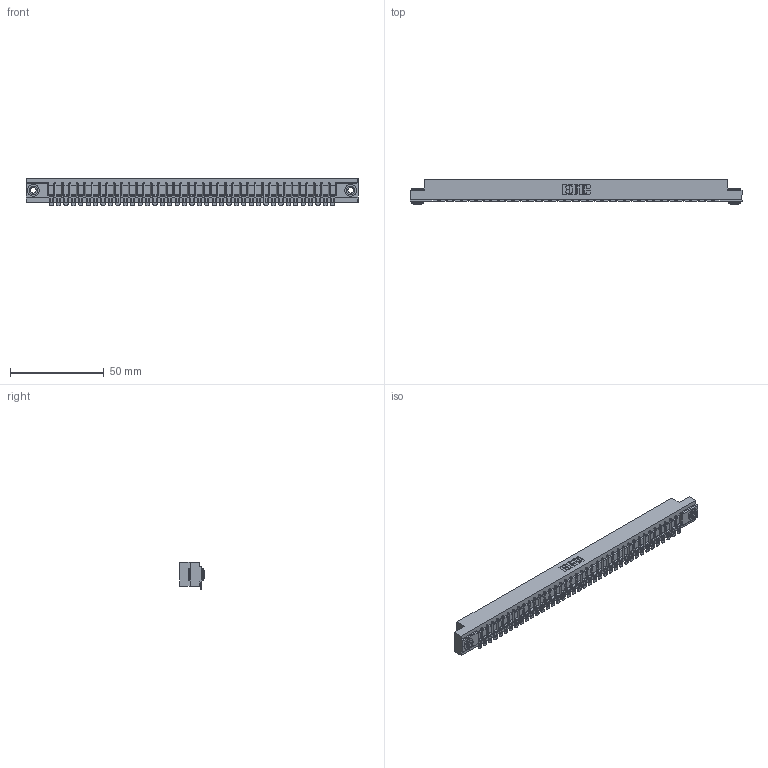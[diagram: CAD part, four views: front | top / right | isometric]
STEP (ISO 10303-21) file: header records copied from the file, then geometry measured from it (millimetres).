
FILE_DESCRIPTION (( 'STEP AP203' ), '1' );
FILE_NAME ('307-039-454-103.STEP', '2020-09-29T08:43:38', ( '' ), ( '' ), 'SwSTEP 2.0', 'SolidWorks 2020', '' );
FILE_SCHEMA (( 'CONFIG_CONTROL_DESIGN' ));
Length unit declared in the file: inch
Products named in the file (4): 307-290-002_554; 345-250-002_345-250-002-102; 307 Part_.156 Dia Mounting Holes; 307-039-454-103
Assembly tree (42 placements, depth 2):
  307-039-454-103
    307 Part_.156 Dia Mounting Holes
    307-290-002_554  x39
    345-250-002_345-250-002-102  x2
Bounding box: 177.55 x 13.36 x 14.52 mm (x, y, z)
Volume: 18992.6 mm3; surface area: 24214.3 mm2
Topology: 42 solids, 42 shells, 3369 faces, 10302 edges, 6756 vertices
Faces by surface type: plane 1888, cylinder 1393, sphere 80, cone 8
Entity records: 35834 total; most frequent: CARTESIAN_POINT 6023, ORIENTED_EDGE 6004, DIRECTION 5874, EDGE_CURVE 3002, VECTOR 2284, LINE 2284, VERTEX_POINT 1944, AXIS2_PLACEMENT_3D 1795
